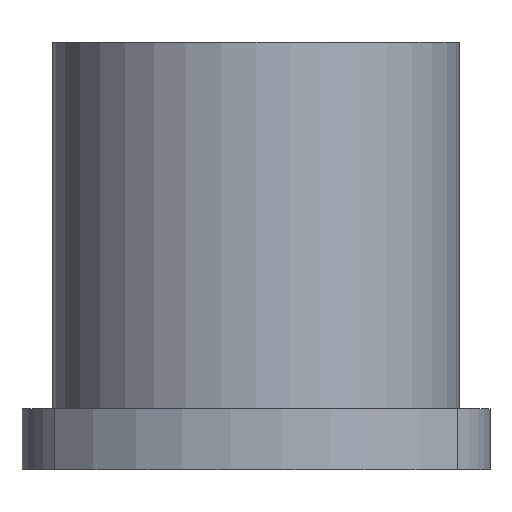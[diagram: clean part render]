
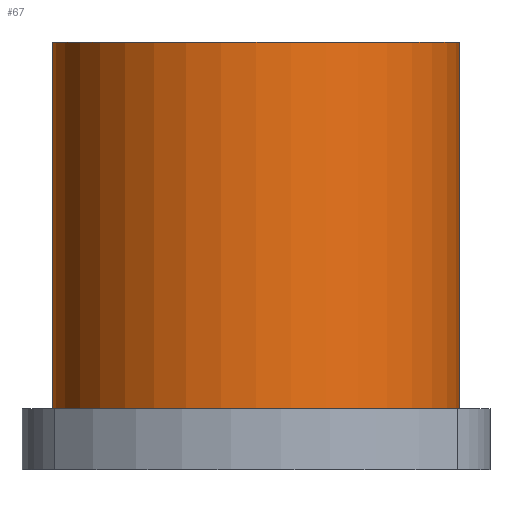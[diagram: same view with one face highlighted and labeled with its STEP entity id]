
A CAD part, front view. The second image highlights one B-rep face of the part: STEP entity #67.
In plain terms, the highlighted cylindrical face has radius 20 mm (diameter 40 mm), a partial arc.
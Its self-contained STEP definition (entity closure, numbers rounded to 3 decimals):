
#67=ADVANCED_FACE('',(#140),#141,.T.);
#140=FACE_OUTER_BOUND('',#217,.T.);
#141=CYLINDRICAL_SURFACE('',#218,20.0);
#217=EDGE_LOOP('',(#335,#336,#337,#338));
#218=AXIS2_PLACEMENT_3D('',#339,#340,#341);
#335=ORIENTED_EDGE('',*,*,#442,.T.);
#336=ORIENTED_EDGE('',*,*,#474,.F.);
#337=ORIENTED_EDGE('',*,*,#444,.T.);
#338=ORIENTED_EDGE('',*,*,#475,.F.);
#339=CARTESIAN_POINT('',(0.0,0.0,21.0));
#340=DIRECTION('',(0.0,0.0,1.0));
#341=DIRECTION('',(1.0,0.0,0.0));
#442=EDGE_CURVE('',#513,#514,#515,.T.);
#444=EDGE_CURVE('',#518,#516,#519,.T.);
#474=EDGE_CURVE('',#518,#514,#560,.T.);
#475=EDGE_CURVE('',#513,#516,#561,.T.);
#513=VERTEX_POINT('',#615);
#514=VERTEX_POINT('',#616);
#515=LINE('',#617,#618);
#516=VERTEX_POINT('',#619);
#518=VERTEX_POINT('',#621);
#519=LINE('',#622,#623);
#560=CIRCLE('',#672,20.0);
#561=CIRCLE('',#673,20.0);
#615=CARTESIAN_POINT('',(20.0,0.,6.0));
#616=CARTESIAN_POINT('',(20.0,0.0,42.0));
#617=CARTESIAN_POINT('',(20.0,0.,21.0));
#618=VECTOR('',#738,1.0);
#619=CARTESIAN_POINT('',(-20.0,0.,6.0));
#621=CARTESIAN_POINT('',(-20.0,0.,42.0));
#622=CARTESIAN_POINT('',(-20.0,0.,21.0));
#623=VECTOR('',#742,1.0);
#672=AXIS2_PLACEMENT_3D('',#784,#785,#786);
#673=AXIS2_PLACEMENT_3D('',#787,#788,#789);
#738=DIRECTION('',(0.0,0.0,1.0));
#742=DIRECTION('',(-0.0,-0.0,-1.0));
#784=CARTESIAN_POINT('',(0.0,0.0,42.0));
#785=DIRECTION('',(0.0,0.0,1.0));
#786=DIRECTION('',(1.0,0.0,0.0));
#787=CARTESIAN_POINT('',(0.0,0.0,6.0));
#788=DIRECTION('',(0.0,0.0,-1.0));
#789=DIRECTION('',(1.0,0.0,0.0));
